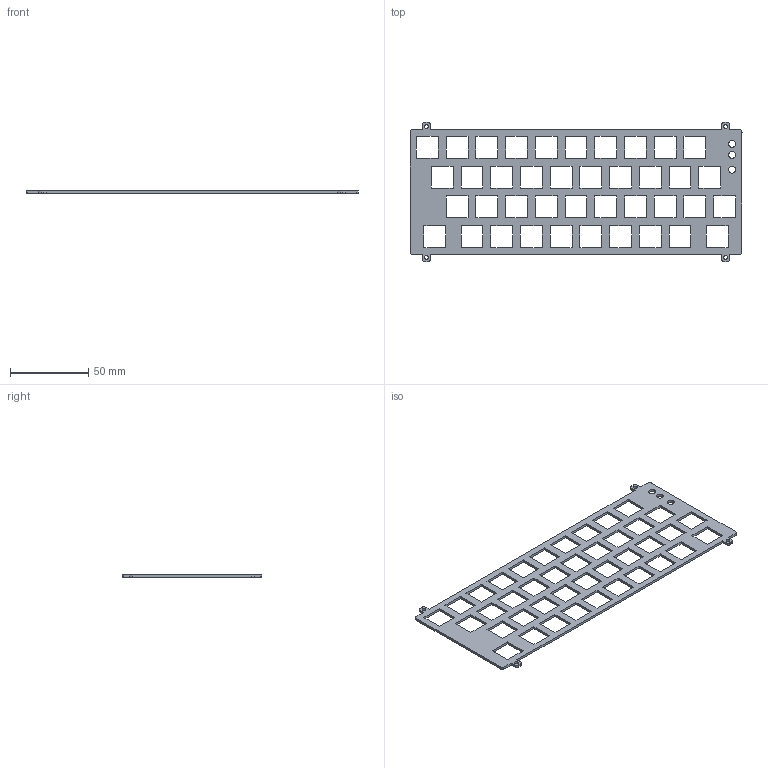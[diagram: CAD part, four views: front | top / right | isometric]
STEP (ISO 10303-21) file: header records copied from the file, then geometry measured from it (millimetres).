
FILE_DESCRIPTION(('KiCad electronic assembly'),'2;1');
FILE_NAME('Didaktik switchplate small taps.step','2022-10-26T14:23:20',( 'Pcbnew'),('Kicad'),'Open CASCADE STEP processor 7.6', 'KiCad to STEP converter','Unknown');
FILE_SCHEMA(('AUTOMOTIVE_DESIGN { 1 0 10303 214 1 1 1 1 }'));
Length unit declared in the file: millimetre
Products named in the file (2): Didaktik switchplate small taps 1; Didaktik switchplate narrow PCB
Assembly tree (1 placements, depth 2):
  Didaktik switchplate small taps 1
    Didaktik switchplate narrow PCB
Bounding box: 212.78 x 89.17 x 1.6 mm (x, y, z)
Volume: 14565 mm3; surface area: 22894.2 mm2
Topology: 1 solids, 1 shells, 201 faces, 597 edges, 398 vertices
Faces by surface type: plane 182, cylinder 19
Full cylindrical faces by diameter (mm): 2.5 x4, 4.49 x3
Entity records: 14739 total; most frequent: CARTESIAN_POINT 2620, DIRECTION 2197, LINE 1715, VECTOR 1715, ORIENTED_EDGE 1194, PCURVE 1194, DEFINITIONAL_REPRESENTATION 1194, EDGE_CURVE 597
